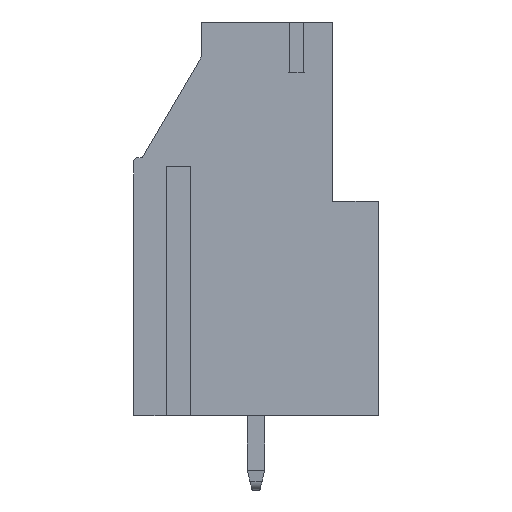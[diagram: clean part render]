
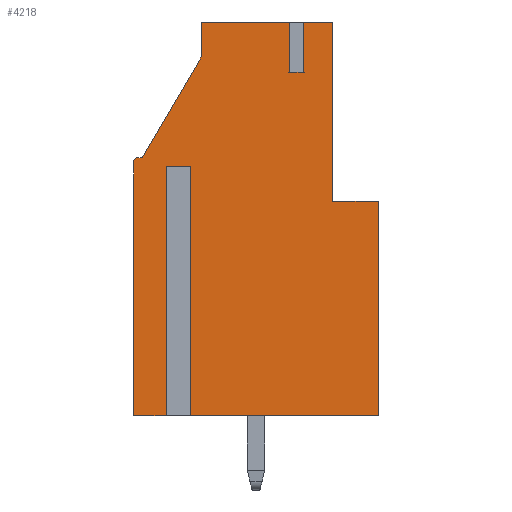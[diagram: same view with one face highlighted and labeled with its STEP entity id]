
A CAD part, left-side view. The second image highlights one B-rep face of the part: STEP entity #4218.
In plain terms, the highlighted planar face has unit normal (-1, 0, 0).
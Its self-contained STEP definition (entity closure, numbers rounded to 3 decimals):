
#176=CIRCLE('',#4430,0.2);
#881=ORIENTED_EDGE('',*,*,#1846,.F.);
#882=ORIENTED_EDGE('',*,*,#1860,.F.);
#883=ORIENTED_EDGE('',*,*,#1849,.T.);
#884=ORIENTED_EDGE('',*,*,#1735,.F.);
#885=ORIENTED_EDGE('',*,*,#1706,.F.);
#886=ORIENTED_EDGE('',*,*,#1703,.F.);
#887=ORIENTED_EDGE('',*,*,#1700,.F.);
#888=ORIENTED_EDGE('',*,*,#1697,.F.);
#889=ORIENTED_EDGE('',*,*,#1694,.F.);
#890=ORIENTED_EDGE('',*,*,#1773,.F.);
#891=ORIENTED_EDGE('',*,*,#1857,.F.);
#892=ORIENTED_EDGE('',*,*,#1853,.T.);
#893=ORIENTED_EDGE('',*,*,#1859,.T.);
#894=ORIENTED_EDGE('',*,*,#1776,.F.);
#895=ORIENTED_EDGE('',*,*,#1763,.F.);
#896=ORIENTED_EDGE('',*,*,#1716,.F.);
#897=ORIENTED_EDGE('',*,*,#1710,.F.);
#898=ORIENTED_EDGE('',*,*,#1729,.F.);
#1694=EDGE_CURVE('',#2268,#2269,#2706,.T.);
#1697=EDGE_CURVE('',#2269,#2271,#176,.T.);
#1700=EDGE_CURVE('',#2271,#2273,#2710,.T.);
#1703=EDGE_CURVE('',#2273,#2275,#2713,.T.);
#1706=EDGE_CURVE('',#2275,#2277,#2716,.T.);
#1710=EDGE_CURVE('',#2280,#2281,#2720,.T.);
#1716=EDGE_CURVE('',#2281,#2284,#2726,.T.);
#1729=EDGE_CURVE('',#2296,#2280,#2736,.T.);
#1735=EDGE_CURVE('',#2277,#2301,#2742,.T.);
#1763=EDGE_CURVE('',#2284,#2320,#2769,.T.);
#1773=EDGE_CURVE('',#2329,#2268,#2779,.T.);
#1776=EDGE_CURVE('',#2320,#2331,#2782,.T.);
#1846=EDGE_CURVE('',#2369,#2296,#2835,.T.);
#1849=EDGE_CURVE('',#2371,#2301,#2838,.T.);
#1853=EDGE_CURVE('',#2375,#2373,#2841,.T.);
#1857=EDGE_CURVE('',#2375,#2329,#2845,.T.);
#1859=EDGE_CURVE('',#2373,#2331,#2847,.T.);
#1860=EDGE_CURVE('',#2371,#2369,#2848,.T.);
#2268=VERTEX_POINT('',#6134);
#2269=VERTEX_POINT('',#6136);
#2271=VERTEX_POINT('',#6142);
#2273=VERTEX_POINT('',#6148);
#2275=VERTEX_POINT('',#6154);
#2277=VERTEX_POINT('',#6160);
#2280=VERTEX_POINT('',#6167);
#2281=VERTEX_POINT('',#6169);
#2284=VERTEX_POINT('',#6179);
#2296=VERTEX_POINT('',#6205);
#2301=VERTEX_POINT('',#6216);
#2320=VERTEX_POINT('',#6270);
#2329=VERTEX_POINT('',#6293);
#2331=VERTEX_POINT('',#6298);
#2369=VERTEX_POINT('',#6446);
#2371=VERTEX_POINT('',#6454);
#2373=VERTEX_POINT('',#6461);
#2375=VERTEX_POINT('',#6464);
#2706=LINE('',#6135,#3074);
#2710=LINE('',#6147,#3078);
#2713=LINE('',#6153,#3081);
#2716=LINE('',#6159,#3084);
#2720=LINE('',#6168,#3088);
#2726=LINE('',#6178,#3094);
#2736=LINE('',#6204,#3104);
#2742=LINE('',#6215,#3110);
#2769=LINE('',#6269,#3137);
#2779=LINE('',#6292,#3147);
#2782=LINE('',#6297,#3150);
#2835=LINE('',#6447,#3203);
#2838=LINE('',#6453,#3206);
#2841=LINE('',#6463,#3209);
#2845=LINE('',#6470,#3213);
#2847=LINE('',#6474,#3215);
#2848=LINE('',#6478,#3216);
#3074=VECTOR('',#4994,1000.);
#3078=VECTOR('',#5006,1000.);
#3081=VECTOR('',#5011,1000.);
#3084=VECTOR('',#5016,1000.);
#3088=VECTOR('',#5022,1000.);
#3094=VECTOR('',#5030,1000.);
#3104=VECTOR('',#5048,1000.);
#3110=VECTOR('',#5054,1000.);
#3137=VECTOR('',#5097,1000.);
#3147=VECTOR('',#5115,1000.);
#3150=VECTOR('',#5118,1000.);
#3203=VECTOR('',#5287,1000.);
#3206=VECTOR('',#5294,1000.);
#3209=VECTOR('',#5303,1000.);
#3213=VECTOR('',#5309,1000.);
#3215=VECTOR('',#5315,1000.);
#3216=VECTOR('',#5322,1000.);
#3479=EDGE_LOOP('',(#881,#882,#883,#884,#885,#886,#887,#888,#889,#890,#891,
#892,#893,#894,#895,#896,#897,#898));
#3767=FACE_BOUND('',#3479,.T.);
#4018=PLANE('',#4521);
#4218=ADVANCED_FACE('',(#3767),#4018,.F.);
#4430=AXIS2_PLACEMENT_3D('',#6141,#4999,#5000);
#4521=AXIS2_PLACEMENT_3D('',#6477,#5320,#5321);
#4994=DIRECTION('',(0.,0.,1.));
#4999=DIRECTION('',(1.,0.,0.));
#5000=DIRECTION('',(0.,1.,0.));
#5006=DIRECTION('',(0.,-1.,0.));
#5011=DIRECTION('',(0.,-0.506,0.862));
#5016=DIRECTION('',(0.,0.,1.));
#5022=DIRECTION('',(0.,0.,-1.));
#5030=DIRECTION('',(0.,-1.,0.));
#5048=DIRECTION('',(0.,-1.,0.));
#5054=DIRECTION('',(0.,-1.,0.));
#5097=DIRECTION('',(0.,0.,-1.));
#5115=DIRECTION('',(0.,1.,0.));
#5118=DIRECTION('',(0.,1.,0.));
#5287=DIRECTION('',(0.,0.,1.));
#5294=DIRECTION('',(0.,0.,1.));
#5303=DIRECTION('',(0.,-1.,0.));
#5309=DIRECTION('',(0.,0.,-1.));
#5315=DIRECTION('',(0.,0.,-1.));
#5320=DIRECTION('',(1.,0.,0.));
#5321=DIRECTION('',(0.,1.,0.));
#5322=DIRECTION('',(0.,-1.,0.));
#6134=CARTESIAN_POINT('',(-26.25,0.,0.));
#6135=CARTESIAN_POINT('',(-26.25,0.,0.));
#6136=CARTESIAN_POINT('',(-26.25,0.,11.6));
#6141=CARTESIAN_POINT('',(-26.25,-0.2,11.6));
#6142=CARTESIAN_POINT('',(-26.25,-0.2,11.8));
#6147=CARTESIAN_POINT('',(-26.25,-0.4,11.8));
#6148=CARTESIAN_POINT('',(-26.25,-0.4,11.8));
#6153=CARTESIAN_POINT('',(-26.25,-3.1,16.4));
#6154=CARTESIAN_POINT('',(-26.25,-3.1,16.4));
#6159=CARTESIAN_POINT('',(-26.25,-3.1,18.));
#6160=CARTESIAN_POINT('',(-26.25,-3.1,18.));
#6167=CARTESIAN_POINT('',(-26.25,-9.1,18.));
#6168=CARTESIAN_POINT('',(-26.25,-9.1,9.8));
#6169=CARTESIAN_POINT('',(-26.25,-9.1,9.8));
#6178=CARTESIAN_POINT('',(-26.25,-11.2,9.8));
#6179=CARTESIAN_POINT('',(-26.25,-11.2,9.8));
#6204=CARTESIAN_POINT('',(-26.25,-9.1,18.));
#6205=CARTESIAN_POINT('',(-26.25,-7.77,18.));
#6215=CARTESIAN_POINT('',(-26.25,-9.1,18.));
#6216=CARTESIAN_POINT('',(-26.25,-7.13,18.));
#6269=CARTESIAN_POINT('',(-26.25,-11.2,9.8));
#6270=CARTESIAN_POINT('',(-26.25,-11.2,0.));
#6292=CARTESIAN_POINT('',(-26.25,-11.2,0.));
#6293=CARTESIAN_POINT('',(-26.25,-1.731,0.));
#6297=CARTESIAN_POINT('',(-26.25,-11.2,0.));
#6298=CARTESIAN_POINT('',(-26.25,-2.369,0.));
#6446=CARTESIAN_POINT('',(-26.25,-7.77,15.7));
#6447=CARTESIAN_POINT('',(-26.25,-7.77,14.7));
#6453=CARTESIAN_POINT('',(-26.25,-7.13,14.7));
#6454=CARTESIAN_POINT('',(-26.25,-7.13,15.7));
#6461=CARTESIAN_POINT('',(-26.25,-2.369,11.4));
#6463=CARTESIAN_POINT('',(-26.25,-2.369,11.4));
#6464=CARTESIAN_POINT('',(-26.25,-1.731,11.4));
#6470=CARTESIAN_POINT('',(-26.25,-1.731,11.4));
#6474=CARTESIAN_POINT('',(-26.25,-2.369,11.4));
#6477=CARTESIAN_POINT('',(-26.25,-0.2,11.6));
#6478=CARTESIAN_POINT('',(-26.25,-3.496,15.7));
